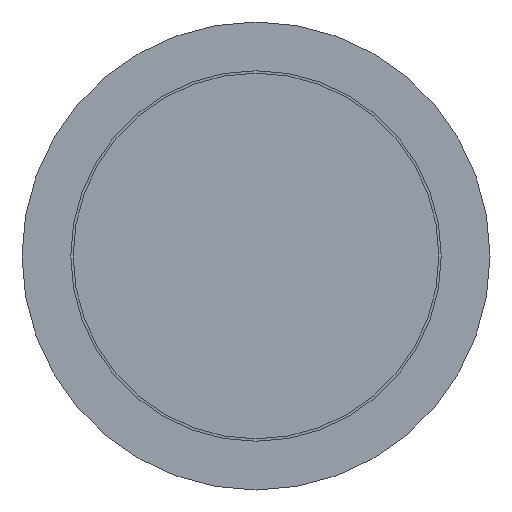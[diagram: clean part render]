
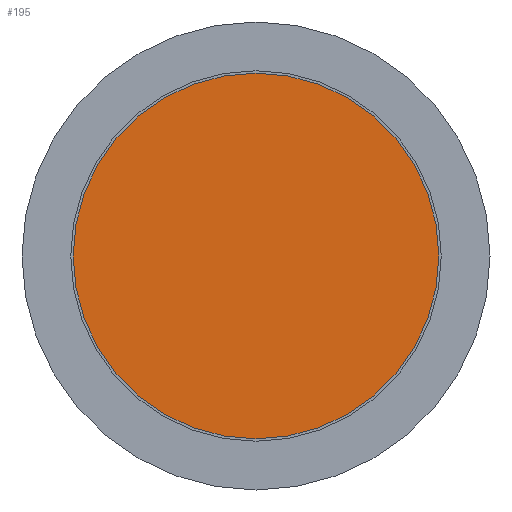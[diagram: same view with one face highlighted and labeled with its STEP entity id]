
A CAD part, front view. The second image highlights one B-rep face of the part: STEP entity #195.
In plain terms, the highlighted planar face has unit normal (0, -1, 0).
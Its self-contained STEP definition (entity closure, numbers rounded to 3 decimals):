
#2 = PLANE ( 'NONE',  #297 ) ;
#123 = EDGE_CURVE ( 'NONE', #211, #211, #193, .T. ) ;
#130 = DIRECTION ( 'NONE',  ( 0., 1., 0. ) ) ;
#181 = ORIENTED_EDGE ( 'NONE', *, *, #123, .T. ) ;
#184 = AXIS2_PLACEMENT_3D ( 'NONE', #241, #202, #194 ) ;
#193 = CIRCLE ( 'NONE', #184, 18.75 ) ;
#194 = DIRECTION ( 'NONE',  ( 0., 0., -1. ) ) ;
#195 = ADVANCED_FACE ( 'NONE', ( #522 ), #2, .F. ) ;
#202 = DIRECTION ( 'NONE',  ( 0., -1., 0. ) ) ;
#211 = VERTEX_POINT ( 'NONE', #468 ) ;
#241 = CARTESIAN_POINT ( 'NONE',  ( 0., 0., 0. ) ) ;
#297 = AXIS2_PLACEMENT_3D ( 'NONE', #516, #130, #479 ) ;
#314 = EDGE_LOOP ( 'NONE', ( #181 ) ) ;
#468 = CARTESIAN_POINT ( 'NONE',  ( 0., 0., -18.75 ) ) ;
#479 = DIRECTION ( 'NONE',  ( 0., 0., 1. ) ) ;
#516 = CARTESIAN_POINT ( 'NONE',  ( -18.75, 0., 0. ) ) ;
#522 = FACE_OUTER_BOUND ( 'NONE', #314, .T. ) ;
